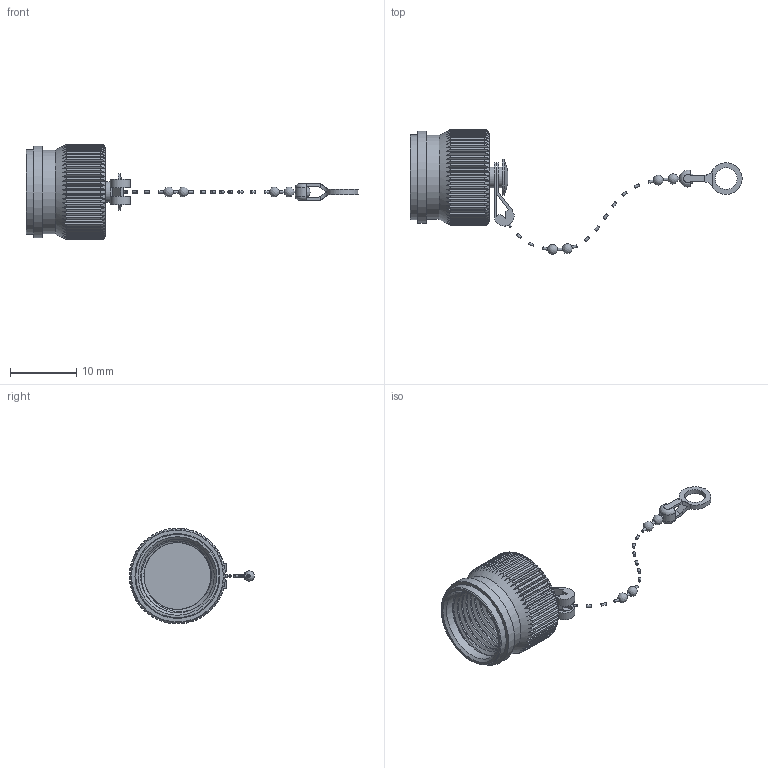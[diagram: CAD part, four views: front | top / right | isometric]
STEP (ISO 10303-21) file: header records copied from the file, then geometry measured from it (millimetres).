
FILE_DESCRIPTION (( 'STEP AP203' ), '1' );
FILE_NAME ('SC2067.step', '2020-05-07T21:10:30', ( '' ), ( '' ), 'SwSTEP 2.0', 'SolidWorks 2018', '' );
FILE_SCHEMA (( 'CONFIG_CONTROL_DESIGN' ));
Length unit declared in the file: inch
Products named in the file (1): SC2067
Bounding box: 50.18 x 18.91 x 14.5 mm (x, y, z)
Volume: 1123 mm3; surface area: 1722.4 mm2
Topology: 12 solids, 12 shells, 328 faces, 891 edges, 590 vertices
Faces by surface type: plane 180, cylinder 92, bspline 51, cone 3, torus 2
Full cylindrical faces by diameter (mm): 3.109 x3, 3.302 x1, 5.455 x1, 11.112 x8, 12.681 x1, 12.831 x1, 13.899 x1
Entity records: 14321 total; most frequent: CARTESIAN_POINT 7086, ORIENTED_EDGE 1656, DIRECTION 1210, EDGE_CURVE 828, VERTEX_POINT 568, AXIS2_PLACEMENT_3D 447, EDGE_LOOP 370, FACE_OUTER_BOUND 329
